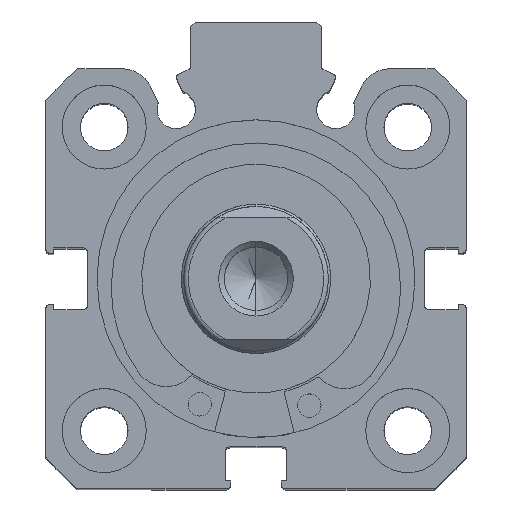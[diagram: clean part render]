
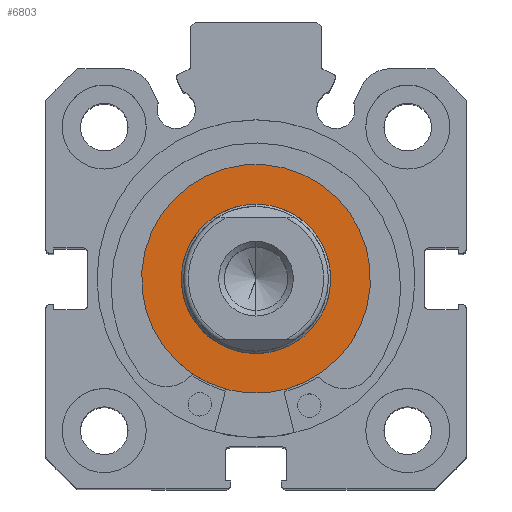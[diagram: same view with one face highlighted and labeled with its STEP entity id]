
A CAD part, top view. The second image highlights one B-rep face of the part: STEP entity #6803.
In plain terms, the highlighted face is planar.
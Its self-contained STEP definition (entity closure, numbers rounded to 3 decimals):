
#1345 = CARTESIAN_POINT ( 'NONE',  ( 0., 12.25, 0. ) ) ;
#1346 = PLANE ( 'NONE',  #6316 ) ;
#1347 = DIRECTION ( 'NONE',  ( 1., 0., 0. ) ) ;
#1348 = DIRECTION ( 'NONE',  ( 0., 0., -1. ) ) ;
#1515 = VERTEX_POINT ( 'NONE', #2148 ) ;
#1517 = VERTEX_POINT ( 'NONE', #2150 ) ;
#1521 = VERTEX_POINT ( 'NONE', #2155 ) ;
#1523 = VERTEX_POINT ( 'NONE', #2157 ) ;
#2148 = CARTESIAN_POINT ( 'NONE',  ( 0., 0., 12.25 ) ) ;
#2150 = CARTESIAN_POINT ( 'NONE',  ( 0., 0., -12.25 ) ) ;
#2155 = CARTESIAN_POINT ( 'NONE',  ( 0., 0., 8. ) ) ;
#2157 = CARTESIAN_POINT ( 'NONE',  ( 0., 0., -8. ) ) ;
#2946 = CARTESIAN_POINT ( 'NONE',  ( 0., 0., 0. ) ) ;
#2947 = DIRECTION ( 'NONE',  ( -1., 0., 0. ) ) ;
#2948 = DIRECTION ( 'NONE',  ( 0., 0., 1. ) ) ;
#2949 = CARTESIAN_POINT ( 'NONE',  ( 0., 0., 0. ) ) ;
#2952 = DIRECTION ( 'NONE',  ( -1., 0., 0. ) ) ;
#2953 = DIRECTION ( 'NONE',  ( 0., 0., 1. ) ) ;
#2987 = CARTESIAN_POINT ( 'NONE',  ( 0., 0., 0. ) ) ;
#2993 = CARTESIAN_POINT ( 'NONE',  ( 0., 0., 0. ) ) ;
#2994 = DIRECTION ( 'NONE',  ( -1., 0., 0. ) ) ;
#2995 = DIRECTION ( 'NONE',  ( 0., 0., 1. ) ) ;
#3000 = DIRECTION ( 'NONE',  ( -1., 0., 0. ) ) ;
#3001 = DIRECTION ( 'NONE',  ( 0., 0., 1. ) ) ;
#3262 = FACE_BOUND ( 'NONE', #7146, .T. ) ;
#3274 = FACE_OUTER_BOUND ( 'NONE', #7131, .T. ) ;
#3671 = CIRCLE ( 'NONE', #6016, 12.25 ) ;
#3673 = CIRCLE ( 'NONE', #6019, 8. ) ;
#3717 = CIRCLE ( 'NONE', #6028, 12.25 ) ;
#3724 = CIRCLE ( 'NONE', #6030, 8. ) ;
#4925 = ORIENTED_EDGE ( 'NONE', *, *, #5381, .T. ) ;
#4926 = ORIENTED_EDGE ( 'NONE', *, *, #5363, .T. ) ;
#4927 = ORIENTED_EDGE ( 'NONE', *, *, #5365, .F. ) ;
#4928 = ORIENTED_EDGE ( 'NONE', *, *, #5383, .F. ) ;
#5363 = EDGE_CURVE ( 'NONE', #1515, #1517, #3671, .T. ) ;
#5365 = EDGE_CURVE ( 'NONE', #1523, #1521, #3673, .T. ) ;
#5381 = EDGE_CURVE ( 'NONE', #1517, #1515, #3717, .T. ) ;
#5383 = EDGE_CURVE ( 'NONE', #1521, #1523, #3724, .T. ) ;
#6016 = AXIS2_PLACEMENT_3D ( 'NONE', #2946, #2947, #2948 ) ;
#6019 = AXIS2_PLACEMENT_3D ( 'NONE', #2949, #2952, #2953 ) ;
#6028 = AXIS2_PLACEMENT_3D ( 'NONE', #2987, #2994, #2995 ) ;
#6030 = AXIS2_PLACEMENT_3D ( 'NONE', #2993, #3000, #3001 ) ;
#6316 = AXIS2_PLACEMENT_3D ( 'NONE', #1345, #1347, #1348 ) ;
#6803 = ADVANCED_FACE ( 'NONE', ( #3262, #3274 ), #1346, .F. ) ;
#7131 = EDGE_LOOP ( 'NONE', ( #4926, #4925 ) ) ;
#7146 = EDGE_LOOP ( 'NONE', ( #4928, #4927 ) ) ;
